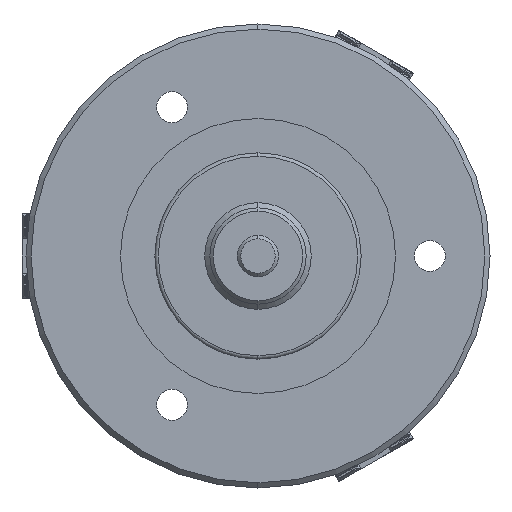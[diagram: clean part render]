
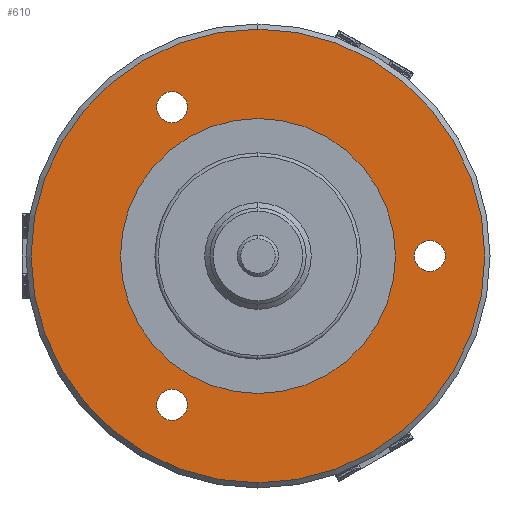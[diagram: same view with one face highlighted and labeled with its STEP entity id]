
A CAD part, left-side view. The second image highlights one B-rep face of the part: STEP entity #610.
In plain terms, the highlighted planar face has unit normal (-1, 0, 0).
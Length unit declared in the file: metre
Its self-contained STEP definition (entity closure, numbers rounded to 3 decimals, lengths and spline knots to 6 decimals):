
#230 = EDGE_CURVE ( 'NONE', #451, #465, #5196, .T. ) ;
#234 = EDGE_CURVE ( 'NONE', #302, #270, #5154, .T. ) ;
#237 = VERTEX_POINT ( 'NONE', #5162 ) ;
#248 = EDGE_CURVE ( 'NONE', #287, #237, #5218, .T. ) ;
#270 = VERTEX_POINT ( 'NONE', #5231 ) ;
#287 = VERTEX_POINT ( 'NONE', #5273 ) ;
#302 = VERTEX_POINT ( 'NONE', #5298 ) ;
#372 = EDGE_CURVE ( 'NONE', #411, #373, #5412, .T. ) ;
#373 = VERTEX_POINT ( 'NONE', #5429 ) ;
#399 = VERTEX_POINT ( 'NONE', #5570 ) ;
#411 = VERTEX_POINT ( 'NONE', #5552 ) ;
#451 = VERTEX_POINT ( 'NONE', #5557 ) ;
#465 = VERTEX_POINT ( 'NONE', #5527 ) ;
#498 = EDGE_CURVE ( 'NONE', #551, #399, #5427, .T. ) ;
#522 = ORIENTED_EDGE ( 'NONE', *, *, #536, .F. ) ;
#524 = EDGE_LOOP ( 'NONE', ( #533, #568 ) ) ;
#532 = ORIENTED_EDGE ( 'NONE', *, *, #498, .T. ) ;
#533 = ORIENTED_EDGE ( 'NONE', *, *, #567, .T. ) ;
#534 = EDGE_LOOP ( 'NONE', ( #611, #566 ) ) ;
#536 = EDGE_CURVE ( 'NONE', #373, #411, #5636, .T. ) ;
#537 = EDGE_LOOP ( 'NONE', ( #578, #577 ) ) ;
#551 = VERTEX_POINT ( 'NONE', #5680 ) ;
#562 = ORIENTED_EDGE ( 'NONE', *, *, #372, .F. ) ;
#564 = EDGE_CURVE ( 'NONE', #237, #287, #5695, .T. ) ;
#566 = ORIENTED_EDGE ( 'NONE', *, *, #248, .T. ) ;
#567 = EDGE_CURVE ( 'NONE', #465, #451, #5687, .T. ) ;
#568 = ORIENTED_EDGE ( 'NONE', *, *, #230, .T. ) ;
#574 = ORIENTED_EDGE ( 'NONE', *, *, #589, .T. ) ;
#577 = ORIENTED_EDGE ( 'NONE', *, *, #234, .T. ) ;
#578 = ORIENTED_EDGE ( 'NONE', *, *, #584, .T. ) ;
#584 = EDGE_CURVE ( 'NONE', #270, #302, #5291, .T. ) ;
#585 = EDGE_LOOP ( 'NONE', ( #522, #562 ) ) ;
#589 = EDGE_CURVE ( 'NONE', #399, #551, #5632, .T. ) ;
#610 = ADVANCED_FACE ( 'NONE', ( #5746, #5728, #5729, #5742, #5721 ), #5727, .F. ) ;
#611 = ORIENTED_EDGE ( 'NONE', *, *, #564, .T. ) ;
#613 = EDGE_LOOP ( 'NONE', ( #574, #532 ) ) ;
#5154 = CIRCLE ( 'NONE', #5167, 0.066 ) ;
#5162 = CARTESIAN_POINT ( 'NONE',  ( 0., -0.05, -0.0045 ) ) ;
#5167 = AXIS2_PLACEMENT_3D ( 'NONE', #5205, #5183, #5176 ) ;
#5176 = DIRECTION ( 'NONE',  ( 0., 0., -1. ) ) ;
#5181 = CARTESIAN_POINT ( 'NONE',  ( 0., 0.025, 0.043301 ) ) ;
#5183 = DIRECTION ( 'NONE',  ( -1., 0., 0. ) ) ;
#5187 = DIRECTION ( 'NONE',  ( 1., 0., 0. ) ) ;
#5196 = CIRCLE ( 'NONE', #5200, 0.0045 ) ;
#5200 = AXIS2_PLACEMENT_3D ( 'NONE', #5181, #5187, #5203 ) ;
#5203 = DIRECTION ( 'NONE',  ( 0., 0., -1. ) ) ;
#5205 = CARTESIAN_POINT ( 'NONE',  ( 0., 0., 0. ) ) ;
#5213 = AXIS2_PLACEMENT_3D ( 'NONE', #5228, #5226, #5225 ) ;
#5218 = CIRCLE ( 'NONE', #5213, 0.0045 ) ;
#5225 = DIRECTION ( 'NONE',  ( 0., 0., -1. ) ) ;
#5226 = DIRECTION ( 'NONE',  ( 1., 0., 0. ) ) ;
#5228 = CARTESIAN_POINT ( 'NONE',  ( 0., -0.05, 0. ) ) ;
#5231 = CARTESIAN_POINT ( 'NONE',  ( 0., 0., -0.066 ) ) ;
#5273 = CARTESIAN_POINT ( 'NONE',  ( 0., -0.05, 0.0045 ) ) ;
#5291 = CIRCLE ( 'NONE', #5341, 0.066 ) ;
#5298 = CARTESIAN_POINT ( 'NONE',  ( 0., 0., 0.066 ) ) ;
#5341 = AXIS2_PLACEMENT_3D ( 'NONE', #5503, #5598, #5597 ) ;
#5365 = DIRECTION ( 'NONE',  ( 0., 0., -1. ) ) ;
#5366 = DIRECTION ( 'NONE',  ( 1., 0., 0. ) ) ;
#5396 = DIRECTION ( 'NONE',  ( 0., 0., -1. ) ) ;
#5397 = DIRECTION ( 'NONE',  ( 1., 0., 0. ) ) ;
#5407 = DIRECTION ( 'NONE',  ( 0., 0., 1. ) ) ;
#5408 = DIRECTION ( 'NONE',  ( -1., 0., 0. ) ) ;
#5412 = CIRCLE ( 'NONE', #5441, 0.04 ) ;
#5420 = AXIS2_PLACEMENT_3D ( 'NONE', #5442, #5397, #5396 ) ;
#5427 = CIRCLE ( 'NONE', #5420, 0.0045 ) ;
#5429 = CARTESIAN_POINT ( 'NONE',  ( 0., 0., 0.04 ) ) ;
#5440 = CARTESIAN_POINT ( 'NONE',  ( 0., 0., 0. ) ) ;
#5441 = AXIS2_PLACEMENT_3D ( 'NONE', #5440, #5408, #5407 ) ;
#5442 = CARTESIAN_POINT ( 'NONE',  ( 0., 0.025, -0.043301 ) ) ;
#5503 = CARTESIAN_POINT ( 'NONE',  ( 0., 0., 0. ) ) ;
#5527 = CARTESIAN_POINT ( 'NONE',  ( 0., 0.025, 0.038801 ) ) ;
#5552 = CARTESIAN_POINT ( 'NONE',  ( 0., 0., -0.04 ) ) ;
#5557 = CARTESIAN_POINT ( 'NONE',  ( 0., 0.025, 0.047801 ) ) ;
#5570 = CARTESIAN_POINT ( 'NONE',  ( 0., 0.025, -0.047801 ) ) ;
#5597 = DIRECTION ( 'NONE',  ( 0., 0., -1. ) ) ;
#5598 = DIRECTION ( 'NONE',  ( -1., 0., 0. ) ) ;
#5613 = CARTESIAN_POINT ( 'NONE',  ( 0., 0.025, -0.043301 ) ) ;
#5621 = AXIS2_PLACEMENT_3D ( 'NONE', #5613, #5366, #5365 ) ;
#5632 = CIRCLE ( 'NONE', #5621, 0.0045 ) ;
#5636 = CIRCLE ( 'NONE', #5639, 0.04 ) ;
#5637 = DIRECTION ( 'NONE',  ( -1., 0., 0. ) ) ;
#5638 = DIRECTION ( 'NONE',  ( 0., 0., 1. ) ) ;
#5639 = AXIS2_PLACEMENT_3D ( 'NONE', #5642, #5637, #5638 ) ;
#5642 = CARTESIAN_POINT ( 'NONE',  ( 0., 0., 0. ) ) ;
#5664 = DIRECTION ( 'NONE',  ( 0., 0., -1. ) ) ;
#5665 = DIRECTION ( 'NONE',  ( 1., 0., 0. ) ) ;
#5667 = CARTESIAN_POINT ( 'NONE',  ( 0., -0.05, 0. ) ) ;
#5672 = AXIS2_PLACEMENT_3D ( 'NONE', #5701, #5665, #5664 ) ;
#5680 = CARTESIAN_POINT ( 'NONE',  ( 0., 0.025, -0.038801 ) ) ;
#5687 = CIRCLE ( 'NONE', #5672, 0.0045 ) ;
#5689 = DIRECTION ( 'NONE',  ( 0., 0., -1. ) ) ;
#5690 = DIRECTION ( 'NONE',  ( 1., 0., 0. ) ) ;
#5695 = CIRCLE ( 'NONE', #5696, 0.0045 ) ;
#5696 = AXIS2_PLACEMENT_3D ( 'NONE', #5667, #5690, #5689 ) ;
#5701 = CARTESIAN_POINT ( 'NONE',  ( 0., 0.025, 0.043301 ) ) ;
#5718 = CARTESIAN_POINT ( 'NONE',  ( 0., 0.04, 0. ) ) ;
#5721 = FACE_BOUND ( 'NONE', #585, .T. ) ;
#5727 = PLANE ( 'NONE',  #5739 ) ;
#5728 = FACE_BOUND ( 'NONE', #534, .T. ) ;
#5729 = FACE_BOUND ( 'NONE', #524, .T. ) ;
#5739 = AXIS2_PLACEMENT_3D ( 'NONE', #5718, #5741, #5740 ) ;
#5740 = DIRECTION ( 'NONE',  ( 0., 0., -1. ) ) ;
#5741 = DIRECTION ( 'NONE',  ( 1., 0., 0. ) ) ;
#5742 = FACE_OUTER_BOUND ( 'NONE', #537, .T. ) ;
#5746 = FACE_BOUND ( 'NONE', #613, .T. ) ;
